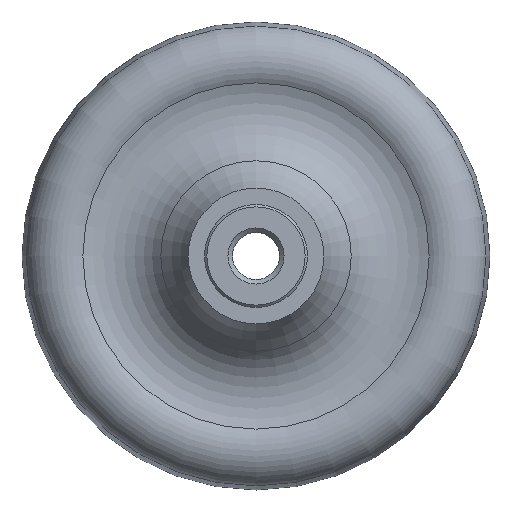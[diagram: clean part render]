
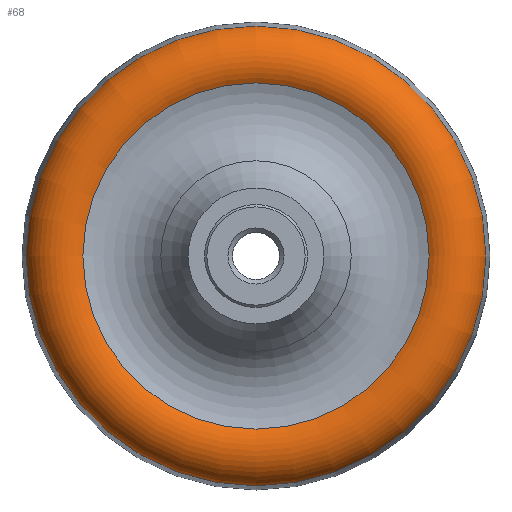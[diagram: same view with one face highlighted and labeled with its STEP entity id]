
A CAD part, left-side view. The second image highlights one B-rep face of the part: STEP entity #68.
In plain terms, the highlighted toroidal (fillet/blend) face has major radius 41.5 mm and minor radius 8 mm.
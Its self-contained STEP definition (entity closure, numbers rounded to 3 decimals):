
#68 = ADVANCED_FACE( '', ( #148, #149 ), #150, .T. );
#148 = FACE_OUTER_BOUND( '', #262, .T. );
#149 = FACE_OUTER_BOUND( '', #263, .T. );
#150 = TOROIDAL_SURFACE( '', #264, 41.5, 8. );
#262 = EDGE_LOOP( '', ( #359 ) );
#263 = EDGE_LOOP( '', ( #360 ) );
#264 = AXIS2_PLACEMENT_3D( '', #361, #362, #363 );
#359 = ORIENTED_EDGE( '', *, *, #420, .T. );
#360 = ORIENTED_EDGE( '', *, *, #390, .F. );
#361 = CARTESIAN_POINT( '', ( 28., 0., 0. ) );
#362 = DIRECTION( '', ( 1., 0., 0. ) );
#363 = DIRECTION( '', ( 0., 0., -1. ) );
#390 = EDGE_CURVE( '', #426, #426, #427, .T. );
#420 = EDGE_CURVE( '', #473, #473, #474, .T. );
#426 = VERTEX_POINT( '', #480 );
#427 = CIRCLE( '', #481, 49.086 );
#473 = VERTEX_POINT( '', #527 );
#474 = CIRCLE( '', #528, 36.966 );
#480 = CARTESIAN_POINT( '', ( 25.46, 0., -49.086 ) );
#481 = AXIS2_PLACEMENT_3D( '', #533, #534, #535 );
#527 = CARTESIAN_POINT( '', ( 21.409, 0., -36.966 ) );
#528 = AXIS2_PLACEMENT_3D( '', #584, #585, #586 );
#533 = CARTESIAN_POINT( '', ( 25.46, 0., 0. ) );
#534 = DIRECTION( '', ( 1., 0., 0. ) );
#535 = DIRECTION( '', ( 0., 0., -1. ) );
#584 = CARTESIAN_POINT( '', ( 21.409, 0., 0. ) );
#585 = DIRECTION( '', ( 1., 0., 0. ) );
#586 = DIRECTION( '', ( 0., 0., -1. ) );
